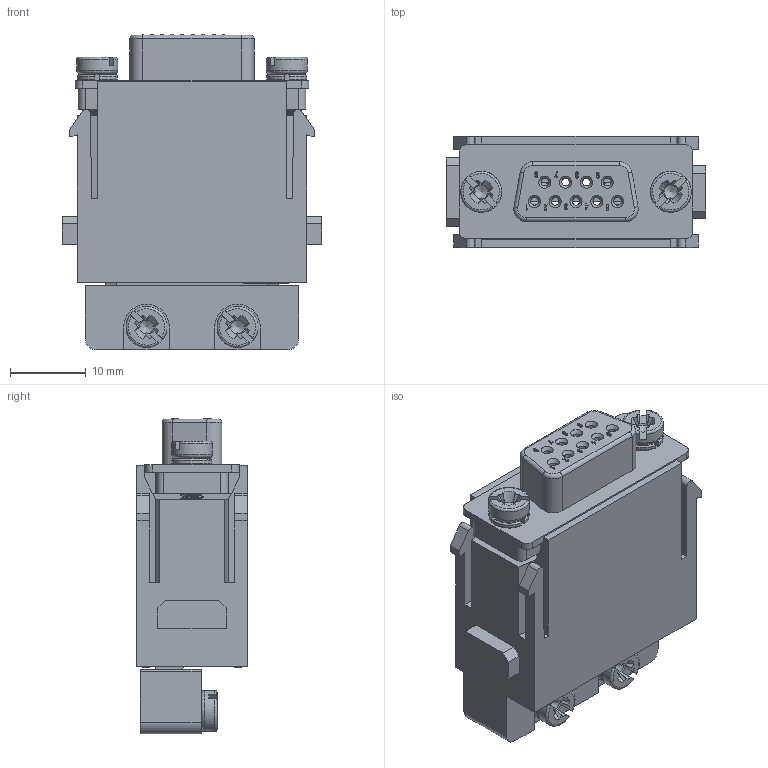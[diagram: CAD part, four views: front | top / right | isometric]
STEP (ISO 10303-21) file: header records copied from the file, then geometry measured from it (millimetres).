
FILE_DESCRIPTION(/* description */ (''),/* implementation_level */ '2;1');
FILE_NAME(/* name */ 'HMDS-009-FC.stp',/* time_stamp */ '2023-09-18T17:26:25+08:00',/* author */ (''),/* organization */ (''),/* preprocessor_version */ 'ST-DEVELOPER v16',/* originating_system */ 'SIEMENS PLM Software NX 10.0',/* authorisation */ '');
FILE_SCHEMA (('AUTOMOTIVE_DESIGN { 1 0 10303 214 3 1 1 1 }'));
Length unit declared in the file: millimetre
Products named in the file (1): Admi16F8F3C4yuoo
Bounding box: 34.2 x 14.6 x 41.6 mm (x, y, z)
Volume: 8940.4 mm3; surface area: 10117.4 mm2
Topology: 1 solids, 1 shells, 561 faces, 1516 edges, 996 vertices
Faces by surface type: plane 366, cylinder 100, cone 35, torus 30, extrusion 22, bspline 8
Full cylindrical faces by diameter (mm): 1 x9, 2.3 x9, 2.6 x4, 5.4 x4
Entity records: 23691 total; most frequent: CARTESIAN_POINT 10077, ORIENTED_EDGE 2858, DIRECTION 2619, EDGE_CURVE 1429, VERTEX_POINT 964, VECTOR 935, LINE 913, AXIS2_PLACEMENT_3D 842
